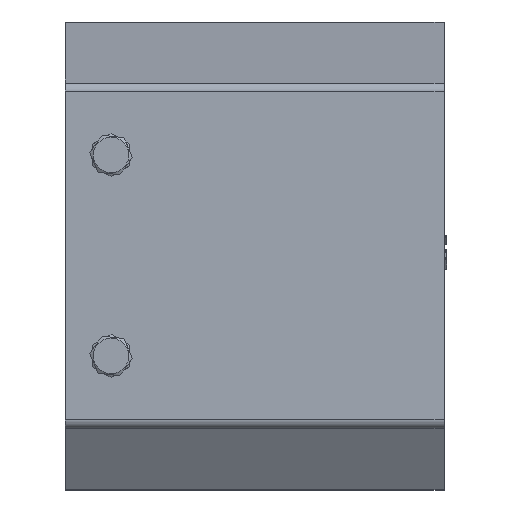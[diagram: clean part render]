
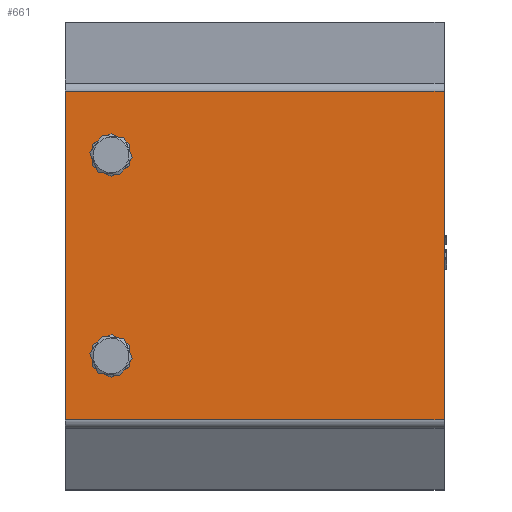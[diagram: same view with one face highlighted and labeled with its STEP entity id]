
A CAD part, top view. The second image highlights one B-rep face of the part: STEP entity #661.
In plain terms, the highlighted planar face has unit normal (0, 0, 1).
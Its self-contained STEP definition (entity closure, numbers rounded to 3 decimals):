
#661=ADVANCED_FACE('',(#2405,#2407,#2409),#2411,.T.);
#2405=FACE_BOUND('',#2406,.T.);
#2406=EDGE_LOOP('',(#3942,#3943,#3944,#3945));
#2407=FACE_BOUND('',#2408,.T.);
#2408=EDGE_LOOP('',(#3946));
#2409=FACE_BOUND('',#2410,.T.);
#2410=EDGE_LOOP('',(#3947));
#2411=PLANE('',#2412);
#2412=AXIS2_PLACEMENT_3D('',#2413,#2414,#2415);
#2413=CARTESIAN_POINT('',(0.,57.195,92.5));
#2414=DIRECTION('',(0.,0.,1.));
#2415=DIRECTION('',(0.,-1.,0.));
#3942=ORIENTED_EDGE('',*,*,#4694,.T.);
#3943=ORIENTED_EDGE('',*,*,#4813,.T.);
#3944=ORIENTED_EDGE('',*,*,#4719,.F.);
#3945=ORIENTED_EDGE('',*,*,#4814,.F.);
#3946=ORIENTED_EDGE('',*,*,#4815,.T.);
#3947=ORIENTED_EDGE('',*,*,#4816,.T.);
#4694=EDGE_CURVE('',#5164,#5162,#5165,.T.);
#4719=EDGE_CURVE('',#5209,#5211,#5212,.T.);
#4813=EDGE_CURVE('',#5162,#5211,#5388,.T.);
#4814=EDGE_CURVE('',#5164,#5209,#5389,.T.);
#4815=EDGE_CURVE('',#5390,#5390,#5391,.F.);
#4816=EDGE_CURVE('',#5392,#5392,#5393,.F.);
#5162=VERTEX_POINT('',#5961);
#5164=VERTEX_POINT('',#5966);
#5165=LINE('',#5967,#5968);
#5209=VERTEX_POINT('',#6071);
#5211=VERTEX_POINT('',#6076);
#5212=LINE('',#6077,#6078);
#5388=LINE('',#6501,#6502);
#5389=LINE('',#6504,#6505);
#5390=VERTEX_POINT('',#6507);
#5391=CIRCLE('',#6508,6.);
#5392=VERTEX_POINT('',#6512);
#5393=CIRCLE('',#6513,6.);
#5961=CARTESIAN_POINT('',(0.,-57.195,92.5));
#5966=CARTESIAN_POINT('',(0.,57.195,92.5));
#5967=CARTESIAN_POINT('',(0.,57.195,92.5));
#5968=VECTOR('',#5969,1.);
#5969=DIRECTION('',(0.,-1.,0.));
#6071=CARTESIAN_POINT('',(132.,57.195,92.5));
#6076=CARTESIAN_POINT('',(132.,-57.195,92.5));
#6077=CARTESIAN_POINT('',(132.,57.195,92.5));
#6078=VECTOR('',#6079,1.);
#6079=DIRECTION('',(0.,-1.,0.));
#6501=CARTESIAN_POINT('',(0.,-57.195,92.5));
#6502=VECTOR('',#6503,1.);
#6503=DIRECTION('',(1.,0.,0.));
#6504=CARTESIAN_POINT('',(0.,57.195,92.5));
#6505=VECTOR('',#6506,1.);
#6506=DIRECTION('',(1.,0.,0.));
#6507=CARTESIAN_POINT('',(22.,35.,92.5));
#6508=AXIS2_PLACEMENT_3D('',#6509,#6510,#6511);
#6509=CARTESIAN_POINT('',(16.,35.,92.5));
#6510=DIRECTION('',(0.,0.,1.));
#6511=DIRECTION('',(1.,0.,0.));
#6512=CARTESIAN_POINT('',(22.,-35.,92.5));
#6513=AXIS2_PLACEMENT_3D('',#6514,#6515,#6516);
#6514=CARTESIAN_POINT('',(16.,-35.,92.5));
#6515=DIRECTION('',(0.,0.,1.));
#6516=DIRECTION('',(1.,0.,0.));
